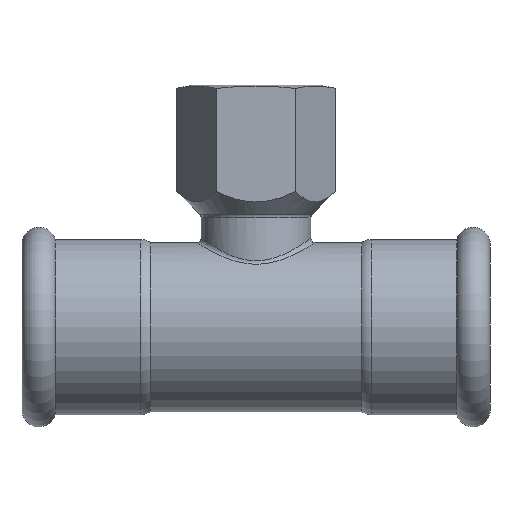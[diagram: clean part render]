
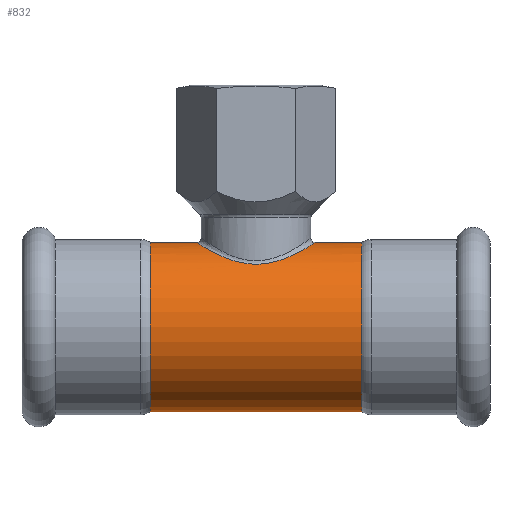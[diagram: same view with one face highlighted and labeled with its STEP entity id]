
A CAD part, front view. The second image highlights one B-rep face of the part: STEP entity #832.
In plain terms, the highlighted cylindrical face has radius 18.5 mm (diameter 37 mm), a full revolution.
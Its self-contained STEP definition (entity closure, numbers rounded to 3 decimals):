
#42=FACE_BOUND('',#178,.T.);
#50=B_SPLINE_CURVE_WITH_KNOTS('',3,(#1692,#1693,#1694,#1695,#1696,#1697,
#1698,#1699,#1700,#1701,#1702,#1703,#1704,#1705,#1706,#1707,#1708,#1709,
#1710,#1711,#1712,#1713,#1714),.UNSPECIFIED.,.T.,.F.,(4,1,1,1,1,1,1,1,1,
1,1,1,1,1,1,1,1,1,1,1,4),(-7.512,-7.244,-6.975,
-6.439,-5.902,-5.634,-5.366,
-4.65,-4.293,-3.935,-3.577,
-3.488,-3.219,-2.862,-2.146,
-1.789,-1.073,-0.939,-0.537,
-0.268,0.),.UNSPECIFIED.);
#60=LINE('',#1722,#88);
#88=VECTOR('',#1132,18.5);
#115=CYLINDRICAL_SURFACE('',#934,18.5);
#135=FACE_OUTER_BOUND('',#177,.T.);
#177=EDGE_LOOP('',(#615,#616,#617,#618,#619,#620,#621,#622));
#178=EDGE_LOOP('',(#623));
#252=CIRCLE('',#935,18.5);
#253=CIRCLE('',#936,18.5);
#254=CIRCLE('',#937,18.5);
#255=CIRCLE('',#938,18.5);
#256=CIRCLE('',#939,18.5);
#257=CIRCLE('',#940,18.5);
#341=VERTEX_POINT('',#1661);
#344=VERTEX_POINT('',#1716);
#345=VERTEX_POINT('',#1717);
#346=VERTEX_POINT('',#1719);
#347=VERTEX_POINT('',#1721);
#348=VERTEX_POINT('',#1723);
#349=VERTEX_POINT('',#1725);
#453=EDGE_CURVE('',#341,#341,#50,.T.);
#454=EDGE_CURVE('',#344,#345,#252,.T.);
#455=EDGE_CURVE('',#346,#344,#253,.T.);
#456=EDGE_CURVE('',#346,#347,#60,.T.);
#457=EDGE_CURVE('',#347,#348,#254,.T.);
#458=EDGE_CURVE('',#348,#349,#255,.T.);
#459=EDGE_CURVE('',#349,#347,#256,.T.);
#460=EDGE_CURVE('',#345,#346,#257,.T.);
#615=ORIENTED_EDGE('',*,*,#454,.F.);
#616=ORIENTED_EDGE('',*,*,#455,.F.);
#617=ORIENTED_EDGE('',*,*,#456,.T.);
#618=ORIENTED_EDGE('',*,*,#457,.T.);
#619=ORIENTED_EDGE('',*,*,#458,.T.);
#620=ORIENTED_EDGE('',*,*,#459,.T.);
#621=ORIENTED_EDGE('',*,*,#456,.F.);
#622=ORIENTED_EDGE('',*,*,#460,.F.);
#623=ORIENTED_EDGE('',*,*,#453,.F.);
#832=ADVANCED_FACE('',(#135,#42),#115,.T.);
#934=AXIS2_PLACEMENT_3D('',#1715,#1126,#1127);
#935=AXIS2_PLACEMENT_3D('',#1718,#1128,#1129);
#936=AXIS2_PLACEMENT_3D('',#1720,#1130,#1131);
#937=AXIS2_PLACEMENT_3D('',#1724,#1133,#1134);
#938=AXIS2_PLACEMENT_3D('',#1726,#1135,#1136);
#939=AXIS2_PLACEMENT_3D('',#1727,#1137,#1138);
#940=AXIS2_PLACEMENT_3D('',#1728,#1139,#1140);
#1126=DIRECTION('center_axis',(1.,0.,0.));
#1127=DIRECTION('ref_axis',(0.,1.,0.));
#1128=DIRECTION('center_axis',(1.,0.,0.));
#1129=DIRECTION('ref_axis',(0.,1.,0.));
#1130=DIRECTION('center_axis',(1.,0.,0.));
#1131=DIRECTION('ref_axis',(0.,1.,0.));
#1132=DIRECTION('',(-1.,0.,0.));
#1133=DIRECTION('center_axis',(1.,0.,0.));
#1134=DIRECTION('ref_axis',(0.,1.,0.));
#1135=DIRECTION('center_axis',(1.,0.,0.));
#1136=DIRECTION('ref_axis',(0.,1.,0.));
#1137=DIRECTION('center_axis',(1.,0.,0.));
#1138=DIRECTION('ref_axis',(0.,1.,0.));
#1139=DIRECTION('center_axis',(1.,0.,0.));
#1140=DIRECTION('ref_axis',(0.,1.,0.));
#1661=CARTESIAN_POINT('',(0.,12.333,13.789));
#1692=CARTESIAN_POINT('Ctrl Pts',(0.,12.333,13.789));
#1693=CARTESIAN_POINT('Ctrl Pts',(-1.007,12.333,13.789));
#1694=CARTESIAN_POINT('Ctrl Pts',(-3.019,12.11,13.995));
#1695=CARTESIAN_POINT('Ctrl Pts',(-6.69,10.839,15.045));
#1696=CARTESIAN_POINT('Ctrl Pts',(-10.408,8.034,16.891));
#1697=CARTESIAN_POINT('Ctrl Pts',(-12.643,3.824,18.275));
#1698=CARTESIAN_POINT('Ctrl Pts',(-13.12,0.003,
18.574));
#1699=CARTESIAN_POINT('Ctrl Pts',(-12.56,-4.474,18.229));
#1700=CARTESIAN_POINT('Ctrl Pts',(-9.976,-8.523,16.606));
#1701=CARTESIAN_POINT('Ctrl Pts',(-5.824,-11.218,14.751));
#1702=CARTESIAN_POINT('Ctrl Pts',(-2.059,-12.382,13.754));
#1703=CARTESIAN_POINT('Ctrl Pts',(1.028,-12.38,13.747));
#1704=CARTESIAN_POINT('Ctrl Pts',(3.629,-11.898,14.172));
#1705=CARTESIAN_POINT('Ctrl Pts',(6.084,-11.05,14.863));
#1706=CARTESIAN_POINT('Ctrl Pts',(9.975,-8.519,16.61));
#1707=CARTESIAN_POINT('Ctrl Pts',(12.736,-4.21,18.332));
#1708=CARTESIAN_POINT('Ctrl Pts',(13.285,2.292,18.686));
#1709=CARTESIAN_POINT('Ctrl Pts',(11.502,6.344,17.534));
#1710=CARTESIAN_POINT('Ctrl Pts',(8.547,9.425,15.967));
#1711=CARTESIAN_POINT('Ctrl Pts',(6.232,11.007,14.913));
#1712=CARTESIAN_POINT('Ctrl Pts',(3.019,12.106,13.995));
#1713=CARTESIAN_POINT('Ctrl Pts',(1.007,12.333,13.789));
#1714=CARTESIAN_POINT('Ctrl Pts',(0.,12.333,
13.789));
#1715=CARTESIAN_POINT('Origin',(18.55,0.,0.));
#1716=CARTESIAN_POINT('',(23.15,18.5,0.));
#1717=CARTESIAN_POINT('',(23.15,0.,18.5));
#1718=CARTESIAN_POINT('Origin',(23.15,0.,0.));
#1719=CARTESIAN_POINT('',(23.15,-18.5,0.));
#1720=CARTESIAN_POINT('Origin',(23.15,0.,0.));
#1721=CARTESIAN_POINT('',(-23.15,-18.5,0.));
#1722=CARTESIAN_POINT('',(18.55,-18.5,0.));
#1723=CARTESIAN_POINT('',(-23.15,18.5,0.));
#1724=CARTESIAN_POINT('Origin',(-23.15,0.,0.));
#1725=CARTESIAN_POINT('',(-23.15,0.,18.5));
#1726=CARTESIAN_POINT('Origin',(-23.15,0.,0.));
#1727=CARTESIAN_POINT('Origin',(-23.15,0.,0.));
#1728=CARTESIAN_POINT('Origin',(23.15,0.,0.));
